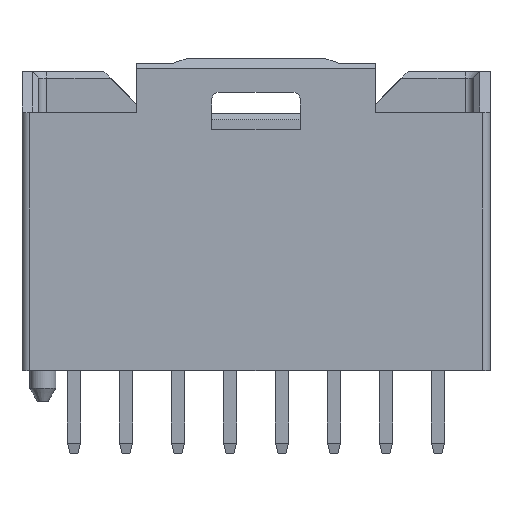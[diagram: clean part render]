
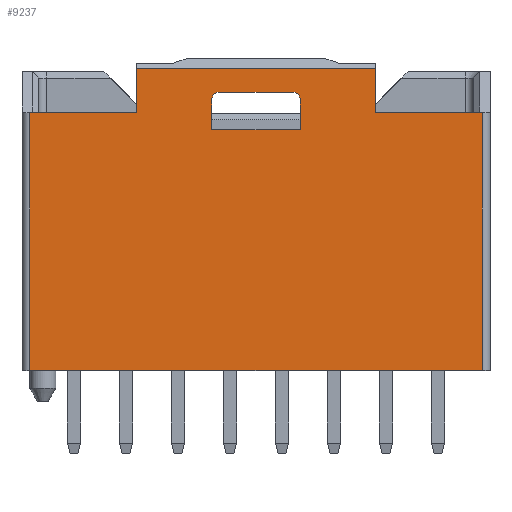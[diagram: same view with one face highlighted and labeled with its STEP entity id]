
A CAD part, top view. The second image highlights one B-rep face of the part: STEP entity #9237.
In plain terms, the highlighted planar face has unit normal (0, 0, 1).
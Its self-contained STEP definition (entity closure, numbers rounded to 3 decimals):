
#2886=DIRECTION('',(0.,-1.,0.));
#2887=VECTOR('',#2886,1.15);
#2888=CARTESIAN_POINT('',(-1.7,2.825,4.4));
#2889=LINE('',#2888,#2887);
#2890=DIRECTION('',(1.,0.,0.));
#2891=VECTOR('',#2890,3.4);
#2892=CARTESIAN_POINT('',(-1.7,1.675,4.4));
#2893=LINE('',#2892,#2891);
#2894=DIRECTION('',(0.,1.,0.));
#2895=VECTOR('',#2894,1.15);
#2896=CARTESIAN_POINT('',(1.7,1.675,4.4));
#2897=LINE('',#2896,#2895);
#2898=CARTESIAN_POINT('',(1.4,2.825,4.4));
#2899=DIRECTION('',(0.,0.,1.));
#2900=DIRECTION('',(1.,0.,0.));
#2901=AXIS2_PLACEMENT_3D('',#2898,#2899,#2900);
#2903=DIRECTION('',(-1.,0.,0.));
#2904=VECTOR('',#2903,2.8);
#2905=CARTESIAN_POINT('',(1.4,3.125,4.4));
#2906=LINE('',#2905,#2904);
#2907=CARTESIAN_POINT('',(-1.4,2.825,4.4));
#2908=DIRECTION('',(0.,0.,1.));
#2909=DIRECTION('',(0.,1.,0.));
#2910=AXIS2_PLACEMENT_3D('',#2907,#2908,#2909);
#2912=DIRECTION('',(0.,1.,0.));
#2913=VECTOR('',#2912,9.9);
#2914=CARTESIAN_POINT('',(8.7,-7.575,4.4));
#2915=LINE('',#2914,#2913);
#2916=DIRECTION('',(-1.,0.,0.));
#2917=VECTOR('',#2916,17.4);
#2918=CARTESIAN_POINT('',(8.7,-7.575,4.4));
#2919=LINE('',#2918,#2917);
#2920=DIRECTION('',(0.,1.,0.));
#2921=VECTOR('',#2920,9.9);
#2922=CARTESIAN_POINT('',(-8.7,-7.575,4.4));
#2923=LINE('',#2922,#2921);
#2924=DIRECTION('',(1.,0.,0.));
#2925=VECTOR('',#2924,4.1);
#2926=CARTESIAN_POINT('',(-8.7,2.325,4.4));
#2927=LINE('',#2926,#2925);
#2928=DIRECTION('',(1.,0.,0.));
#2929=VECTOR('',#2928,9.2);
#2930=CARTESIAN_POINT('',(-4.6,4.025,4.4));
#2931=LINE('',#2930,#2929);
#2932=DIRECTION('',(1.,0.,0.));
#2933=VECTOR('',#2932,4.1);
#2934=CARTESIAN_POINT('',(4.6,2.325,4.4));
#2935=LINE('',#2934,#2933);
#3086=DIRECTION('',(0.,-1.,0.));
#3087=VECTOR('',#3086,1.7);
#3088=CARTESIAN_POINT('',(4.6,4.025,4.4));
#3089=LINE('',#3088,#3087);
#3102=DIRECTION('',(0.,-1.,0.));
#3103=VECTOR('',#3102,1.7);
#3104=CARTESIAN_POINT('',(-4.6,4.025,4.4));
#3105=LINE('',#3104,#3103);
#3619=CARTESIAN_POINT('',(8.7,2.325,4.4));
#3621=VERTEX_POINT('',#3619);
#3625=CARTESIAN_POINT('',(8.7,-7.575,4.4));
#3626=VERTEX_POINT('',#3625);
#3645=CARTESIAN_POINT('',(-8.7,2.325,4.4));
#3646=CARTESIAN_POINT('',(-4.6,2.325,4.4));
#3647=VERTEX_POINT('',#3645);
#3648=VERTEX_POINT('',#3646);
#3649=CARTESIAN_POINT('',(4.6,2.325,4.4));
#3650=VERTEX_POINT('',#3649);
#3783=CARTESIAN_POINT('',(-1.7,2.825,4.4));
#3784=CARTESIAN_POINT('',(-1.7,1.675,4.4));
#3785=VERTEX_POINT('',#3783);
#3786=VERTEX_POINT('',#3784);
#3787=CARTESIAN_POINT('',(1.7,1.675,4.4));
#3788=CARTESIAN_POINT('',(1.7,2.825,4.4));
#3789=VERTEX_POINT('',#3787);
#3790=VERTEX_POINT('',#3788);
#3791=CARTESIAN_POINT('',(1.4,3.125,4.4));
#3792=CARTESIAN_POINT('',(-1.4,3.125,4.4));
#3793=VERTEX_POINT('',#3791);
#3794=VERTEX_POINT('',#3792);
#3961=CARTESIAN_POINT('',(-4.6,4.025,4.4));
#3962=CARTESIAN_POINT('',(4.6,4.025,4.4));
#3963=VERTEX_POINT('',#3961);
#3964=VERTEX_POINT('',#3962);
#4557=CARTESIAN_POINT('',(-8.7,-7.575,4.4));
#4558=VERTEX_POINT('',#4557);
#9204=CARTESIAN_POINT('',(0.,0.,4.4));
#9205=DIRECTION('',(0.,0.,1.));
#9206=DIRECTION('',(1.,0.,0.));
#9207=AXIS2_PLACEMENT_3D('',#9204,#9205,#9206);
#9208=PLANE('',#9207);
#9209=ORIENTED_EDGE('',*,*,#9141,.F.);
#9210=ORIENTED_EDGE('',*,*,#4629,.T.);
#9212=ORIENTED_EDGE('',*,*,#9211,.T.);
#9213=ORIENTED_EDGE('',*,*,#9197,.T.);
#9215=ORIENTED_EDGE('',*,*,#9214,.F.);
#9217=ORIENTED_EDGE('',*,*,#9216,.T.);
#9219=ORIENTED_EDGE('',*,*,#9218,.T.);
#9220=ORIENTED_EDGE('',*,*,#9152,.T.);
#9221=EDGE_LOOP('',(#9209,#9210,#9212,#9213,#9215,#9217,#9219,#9220));
#9222=FACE_OUTER_BOUND('',#9221,.F.);
#9224=ORIENTED_EDGE('',*,*,#9223,.T.);
#9226=ORIENTED_EDGE('',*,*,#9225,.T.);
#9228=ORIENTED_EDGE('',*,*,#9227,.T.);
#9230=ORIENTED_EDGE('',*,*,#9229,.T.);
#9232=ORIENTED_EDGE('',*,*,#9231,.T.);
#9234=ORIENTED_EDGE('',*,*,#9233,.T.);
#9235=EDGE_LOOP('',(#9224,#9226,#9228,#9230,#9232,#9234));
#9236=FACE_BOUND('',#9235,.F.);
#9237=ADVANCED_FACE('',(#9222,#9236),#9208,.T.);
#2902=CIRCLE('',#2901,0.3);
#2911=CIRCLE('',#2910,0.3);
#4629=EDGE_CURVE('',#3626,#4558,#2919,.T.);
#9141=EDGE_CURVE('',#3626,#3621,#2915,.T.);
#9152=EDGE_CURVE('',#3650,#3621,#2935,.T.);
#9197=EDGE_CURVE('',#3647,#3648,#2927,.T.);
#9211=EDGE_CURVE('',#4558,#3647,#2923,.T.);
#9214=EDGE_CURVE('',#3963,#3648,#3105,.T.);
#9216=EDGE_CURVE('',#3963,#3964,#2931,.T.);
#9218=EDGE_CURVE('',#3964,#3650,#3089,.T.);
#9223=EDGE_CURVE('',#3785,#3786,#2889,.T.);
#9225=EDGE_CURVE('',#3786,#3789,#2893,.T.);
#9227=EDGE_CURVE('',#3789,#3790,#2897,.T.);
#9229=EDGE_CURVE('',#3790,#3793,#2902,.T.);
#9231=EDGE_CURVE('',#3793,#3794,#2906,.T.);
#9233=EDGE_CURVE('',#3794,#3785,#2911,.T.);
